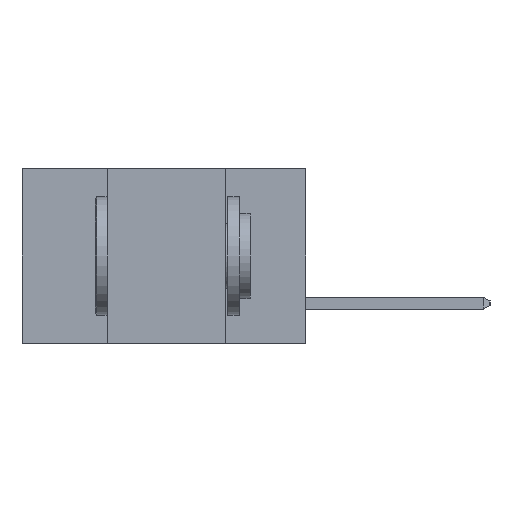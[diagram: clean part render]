
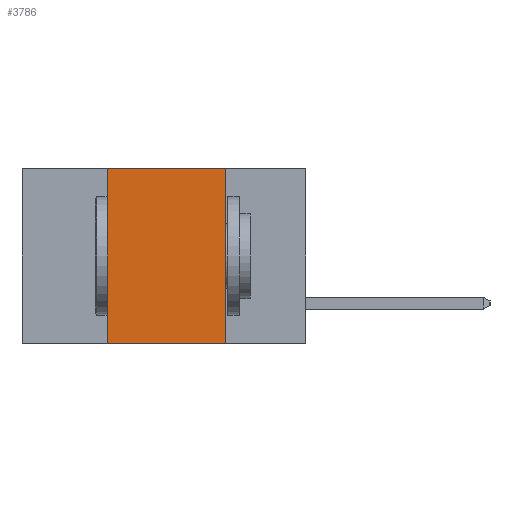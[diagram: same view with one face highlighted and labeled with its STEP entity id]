
A CAD part, left-side view. The second image highlights one B-rep face of the part: STEP entity #3786.
In plain terms, the highlighted planar face has unit normal (-1, 0, 0).
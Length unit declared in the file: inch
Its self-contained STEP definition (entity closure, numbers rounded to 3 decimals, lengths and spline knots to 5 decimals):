
#14 = VECTOR ( 'NONE', #7756, 39.37008 ) ;
#1459 = VECTOR ( 'NONE', #9099, 39.37008 ) ;
#1578 = CARTESIAN_POINT ( 'NONE',  ( 0., 0.42, 0. ) ) ;
#1617 = FACE_OUTER_BOUND ( 'NONE', #12488, .T. ) ;
#2450 = EDGE_CURVE ( 'NONE', #9252, #9288, #9819, .T. ) ;
#3181 = ORIENTED_EDGE ( 'NONE', *, *, #13369, .T. ) ;
#3753 = CARTESIAN_POINT ( 'NONE',  ( 0., 0.42, -0.37 ) ) ;
#3786 = ADVANCED_FACE ( 'NONE', ( #1617 ), #11241, .F. ) ;
#3830 = CARTESIAN_POINT ( 'NONE',  ( 0., 0.42, 0. ) ) ;
#3869 = VERTEX_POINT ( 'NONE', #4062 ) ;
#4062 = CARTESIAN_POINT ( 'NONE',  ( 0., 0.17, -0.37 ) ) ;
#4292 = VECTOR ( 'NONE', #5595, 39.37008 ) ;
#4345 = LINE ( 'NONE', #10960, #9869 ) ;
#4621 = LINE ( 'NONE', #6707, #14 ) ;
#4797 = DIRECTION ( 'NONE',  ( 0., -1., 0. ) ) ;
#5044 = ORIENTED_EDGE ( 'NONE', *, *, #7841, .F. ) ;
#5397 = AXIS2_PLACEMENT_3D ( 'NONE', #13260, #7205, #8729 ) ;
#5595 = DIRECTION ( 'NONE',  ( 0., 0., 1. ) ) ;
#6707 = CARTESIAN_POINT ( 'NONE',  ( 0., 0.17, 0. ) ) ;
#7090 = CARTESIAN_POINT ( 'NONE',  ( 0., 0.6, 0. ) ) ;
#7205 = DIRECTION ( 'NONE',  ( 1., 0., 0. ) ) ;
#7215 = ORIENTED_EDGE ( 'NONE', *, *, #7610, .F. ) ;
#7534 = CARTESIAN_POINT ( 'NONE',  ( 0., 0.17, 0. ) ) ;
#7610 = EDGE_CURVE ( 'NONE', #9611, #3869, #4621, .T. ) ;
#7756 = DIRECTION ( 'NONE',  ( 0., 0., -1. ) ) ;
#7841 = EDGE_CURVE ( 'NONE', #9288, #9611, #12645, .T. ) ;
#8729 = DIRECTION ( 'NONE',  ( 0., 0., -1. ) ) ;
#9099 = DIRECTION ( 'NONE',  ( 0., -1., 0. ) ) ;
#9252 = VERTEX_POINT ( 'NONE', #3753 ) ;
#9288 = VERTEX_POINT ( 'NONE', #1578 ) ;
#9611 = VERTEX_POINT ( 'NONE', #7534 ) ;
#9819 = LINE ( 'NONE', #3830, #4292 ) ;
#9869 = VECTOR ( 'NONE', #4797, 39.37008 ) ;
#10519 = ORIENTED_EDGE ( 'NONE', *, *, #2450, .F. ) ;
#10960 = CARTESIAN_POINT ( 'NONE',  ( 0., 0.6, -0.37 ) ) ;
#11241 = PLANE ( 'NONE',  #5397 ) ;
#12488 = EDGE_LOOP ( 'NONE', ( #7215, #5044, #10519, #3181 ) ) ;
#12645 = LINE ( 'NONE', #7090, #1459 ) ;
#13260 = CARTESIAN_POINT ( 'NONE',  ( 0., 0.6, 0. ) ) ;
#13369 = EDGE_CURVE ( 'NONE', #9252, #3869, #4345, .T. ) ;
